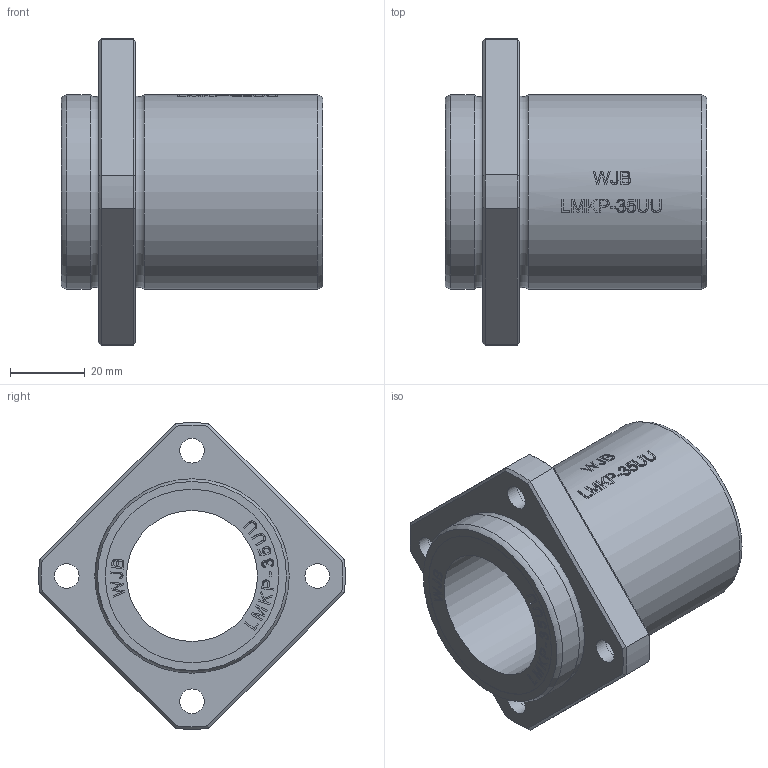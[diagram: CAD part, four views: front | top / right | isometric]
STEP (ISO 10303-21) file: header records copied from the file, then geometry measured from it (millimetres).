
FILE_DESCRIPTION(/* description */ (''),/* implementation_level */ '2;1');
FILE_NAME(/* name */ 'WJB-LMKP-35UU.stp',/* time_stamp */ '2019-01-27T12:26:29+08:00',/* author */ (''),/* organization */ (''),/* preprocessor_version */ 'ST-DEVELOPER v11',/* originating_system */ 'SIEMENS UGS NX 6.0',/* authorisation */ '');
FILE_SCHEMA (('AUTOMOTIVE_DESIGN { 1 0 10303 214 1 1 1 1 }'));
Length unit declared in the file: millimetre
Products named in the file (1): ROCKE321z0yr
Bounding box: 70 x 81.94 x 81.94 mm (x, y, z)
Volume: 96627.6 mm3; surface area: 26755.7 mm2
Topology: 1 solids, 1 shells, 396 faces, 1003 edges, 662 vertices
Faces by surface type: plane 250, extrusion 102, cylinder 32, cone 8, torus 4
Full cylindrical faces by diameter (mm): 6.6 x4, 11 x4, 35 x1, 46.4 x2, 52 x2
Entity records: 15132 total; most frequent: CARTESIAN_POINT 6213, ORIENTED_EDGE 1972, DIRECTION 1428, EDGE_CURVE 986, VERTEX_POINT 662, VECTOR 594, LINE 492, EDGE_LOOP 476
